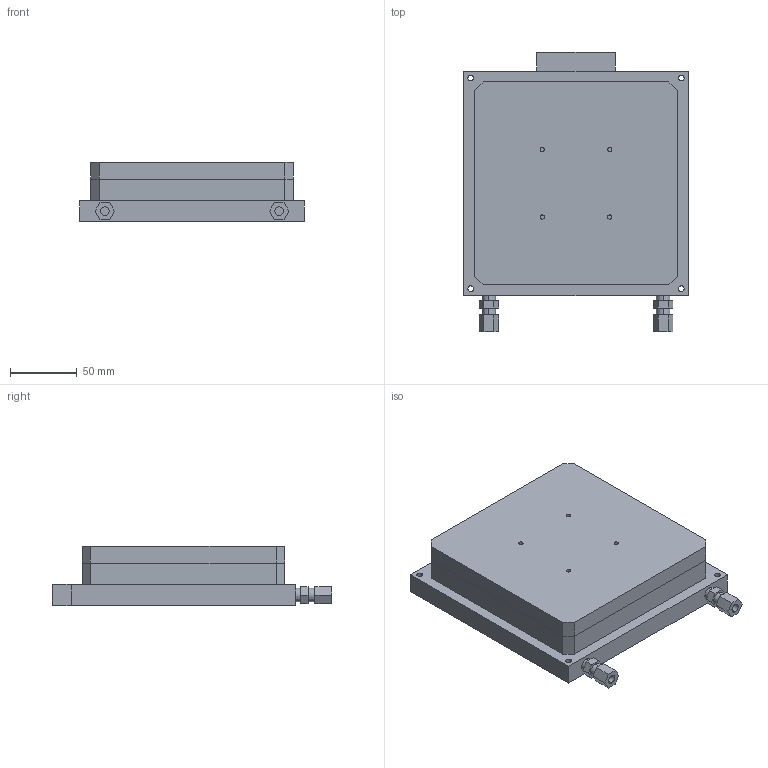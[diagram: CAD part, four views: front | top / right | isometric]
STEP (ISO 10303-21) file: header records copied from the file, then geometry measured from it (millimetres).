
FILE_DESCRIPTION (( 'STEP AP203' ), '1' );
FILE_NAME ('lhp-800cp.STEP', '2016-05-31T18:16:01', ( '' ), ( '' ), 'SwSTEP 2.0', 'SolidWorks 2016', '' );
FILE_SCHEMA (( 'CONFIG_CONTROL_DESIGN' ));
Length unit declared in the file: inch
Products named in the file (1): lhp-800cp
Bounding box: 168.66 x 210.06 x 44.78 mm (x, y, z)
Volume: 1128540.4 mm3; surface area: 187353 mm2
Topology: 6 solids, 6 shells, 104 faces, 240 edges, 160 vertices
Faces by surface type: plane 72, cylinder 32
Entity records: 3041 total; most frequent: DIRECTION 514, CARTESIAN_POINT 505, ORIENTED_EDGE 480, EDGE_CURVE 240, VECTOR 176, LINE 176, AXIS2_PLACEMENT_3D 169, VERTEX_POINT 160
